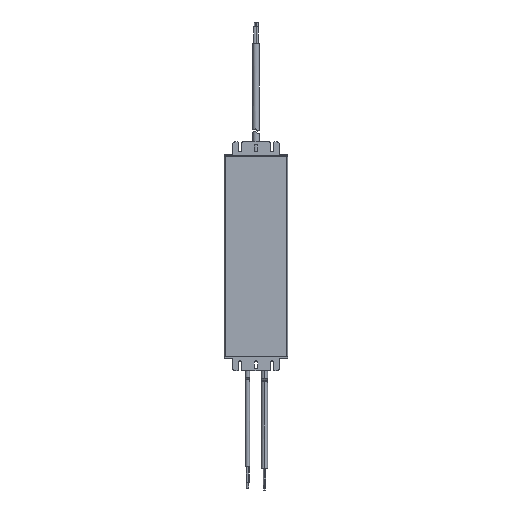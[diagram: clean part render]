
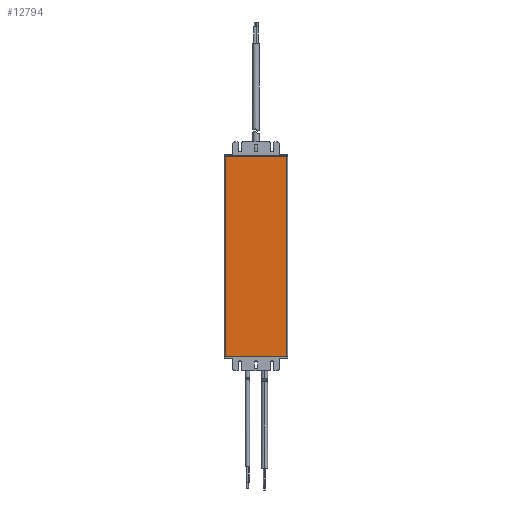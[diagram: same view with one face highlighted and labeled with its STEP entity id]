
A CAD part, front view. The second image highlights one B-rep face of the part: STEP entity #12794.
In plain terms, the highlighted planar face has unit normal (0, -1, 0).
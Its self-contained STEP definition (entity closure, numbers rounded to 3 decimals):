
#3418 = CARTESIAN_POINT ( 'NONE',  ( -33.75, 0., 214. ) ) ;
#3419 = DIRECTION ( 'NONE',  ( 1., 0., 0. ) ) ;
#3695 = CARTESIAN_POINT ( 'NONE',  ( 32.75, 0., 214. ) ) ;
#3696 = DIRECTION ( 'NONE',  ( 0., 0., 1. ) ) ;
#5675 = CARTESIAN_POINT ( 'NONE',  ( -33.75, 0., 0. ) ) ;
#5676 = DIRECTION ( 'NONE',  ( 1., 0., 0. ) ) ;
#6062 = VERTEX_POINT ( 'NONE', #24868 ) ;
#6753 = VERTEX_POINT ( 'NONE', #25510 ) ;
#7621 = LINE ( 'NONE', #5675, #7624 ) ;
#7624 = VECTOR ( 'NONE', #5676, 1000. ) ;
#7641 = LINE ( 'NONE', #8080, #7644 ) ;
#7644 = VECTOR ( 'NONE', #8081, 1000. ) ;
#8080 = CARTESIAN_POINT ( 'NONE',  ( -32.75, 0., 214. ) ) ;
#8081 = DIRECTION ( 'NONE',  ( 0., 0., -1. ) ) ;
#9578 = VERTEX_POINT ( 'NONE', #16340 ) ;
#9583 = VERTEX_POINT ( 'NONE', #16336 ) ;
#12794 = ADVANCED_FACE ( 'NONE', ( #19440 ), #16644, .F. ) ;
#15006 = AXIS2_PLACEMENT_3D ( 'NONE', #16903, #16802, #16850 ) ;
#16336 = CARTESIAN_POINT ( 'NONE',  ( -32.75, 0., 0. ) ) ;
#16340 = CARTESIAN_POINT ( 'NONE',  ( 32.75, 0., 0. ) ) ;
#16644 = PLANE ( 'NONE',  #15006 ) ;
#16802 = DIRECTION ( 'NONE',  ( 0., 1., 0. ) ) ;
#16850 = DIRECTION ( 'NONE',  ( 0., 0., 1. ) ) ;
#16903 = CARTESIAN_POINT ( 'NONE',  ( -33.75, 0., 214. ) ) ;
#19440 = FACE_OUTER_BOUND ( 'NONE', #21547, .T. ) ;
#21547 = EDGE_LOOP ( 'NONE', ( #22121, #22120, #22118, #22106 ) ) ;
#22106 = ORIENTED_EDGE ( 'NONE', *, *, #31507, .T. ) ;
#22118 = ORIENTED_EDGE ( 'NONE', *, *, #31945, .T. ) ;
#22120 = ORIENTED_EDGE ( 'NONE', *, *, #31955, .T. ) ;
#22121 = ORIENTED_EDGE ( 'NONE', *, *, #31383, .F. ) ;
#24868 = CARTESIAN_POINT ( 'NONE',  ( -32.75, 0., 214. ) ) ;
#25510 = CARTESIAN_POINT ( 'NONE',  ( 32.75, 0., 214. ) ) ;
#25891 = LINE ( 'NONE', #3418, #26334 ) ;
#26328 = VECTOR ( 'NONE', #3696, 1000. ) ;
#26331 = LINE ( 'NONE', #3695, #26328 ) ;
#26334 = VECTOR ( 'NONE', #3419, 1000. ) ;
#31383 = EDGE_CURVE ( 'NONE', #6062, #6753, #25891, .T. ) ;
#31507 = EDGE_CURVE ( 'NONE', #9578, #6753, #26331, .T. ) ;
#31945 = EDGE_CURVE ( 'NONE', #9583, #9578, #7621, .T. ) ;
#31955 = EDGE_CURVE ( 'NONE', #6062, #9583, #7641, .T. ) ;
